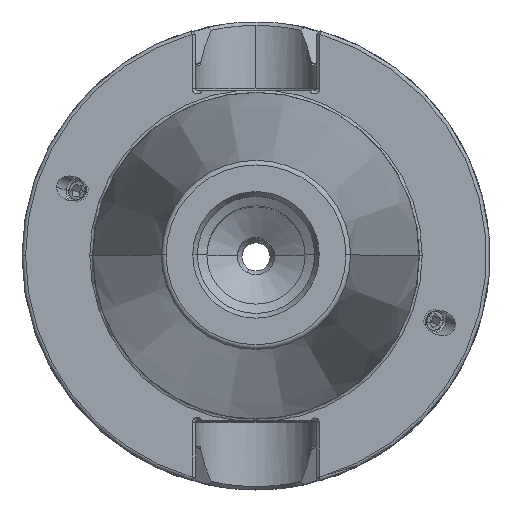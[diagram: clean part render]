
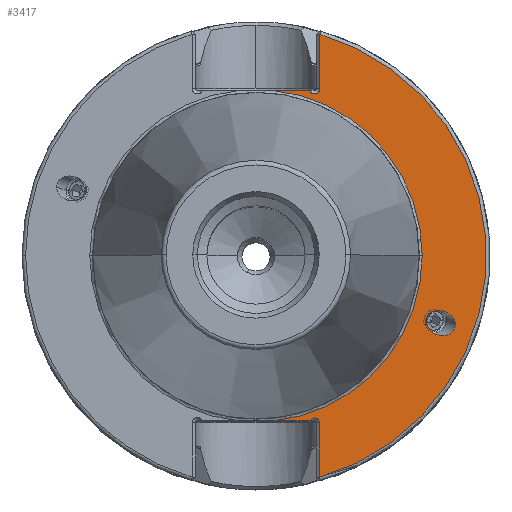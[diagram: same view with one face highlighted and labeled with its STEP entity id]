
A CAD part, top view. The second image highlights one B-rep face of the part: STEP entity #3417.
In plain terms, the highlighted planar face has unit normal (0, 0, 1).
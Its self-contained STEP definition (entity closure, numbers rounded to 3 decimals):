
#85 = PLANE ( 'NONE',  #5734 ) ;
#154 = DIRECTION ( 'NONE',  ( 0., 0., -1. ) ) ;
#299 = DIRECTION ( 'NONE',  ( 1., 0., 0. ) ) ;
#754 = VERTEX_POINT ( 'NONE', #7315 ) ;
#782 = EDGE_CURVE ( 'NONE', #2840, #3822, #2363, .T. ) ;
#861 = VERTEX_POINT ( 'NONE', #9910 ) ;
#890 = VERTEX_POINT ( 'NONE', #10328 ) ;
#956 = DIRECTION ( 'NONE',  ( 0., -1., 0. ) ) ;
#986 = FACE_OUTER_BOUND ( 'NONE', #3851, .T. ) ;
#1018 = CARTESIAN_POINT ( 'NONE',  ( 0., 35.3, -3. ) ) ;
#1047 = CARTESIAN_POINT ( 'NONE',  ( 36.355, -14.023, -3. ) ) ;
#1069 = CIRCLE ( 'NONE', #7730, 49.237 ) ;
#1141 = VERTEX_POINT ( 'NONE', #6001 ) ;
#1395 = AXIS2_PLACEMENT_3D ( 'NONE', #2547, #8560, #3439 ) ;
#1432 = EDGE_CURVE ( 'NONE', #1141, #890, #5706, .T. ) ;
#1498 = ORIENTED_EDGE ( 'NONE', *, *, #3823, .T. ) ;
#1614 = CARTESIAN_POINT ( 'NONE',  ( 13.65, 47.308, -3. ) ) ;
#1714 = CARTESIAN_POINT ( 'NONE',  ( 3.763, -35.3, -3. ) ) ;
#1768 = CARTESIAN_POINT ( 'NONE',  ( 42.579, -14.707, -3. ) ) ;
#1789 = ORIENTED_EDGE ( 'NONE', *, *, #10298, .F. ) ;
#1905 = ORIENTED_EDGE ( 'NONE', *, *, #7003, .T. ) ;
#2209 = CARTESIAN_POINT ( 'NONE',  ( 36.355, -14.023, -3. ) ) ;
#2349 = EDGE_CURVE ( 'NONE', #754, #9826, #1069, .T. ) ;
#2363 = CIRCLE ( 'NONE', #8794, 35.5 ) ;
#2547 = CARTESIAN_POINT ( 'NONE',  ( 0., 0., -3. ) ) ;
#2700 = VERTEX_POINT ( 'NONE', #2920 ) ;
#2840 = VERTEX_POINT ( 'NONE', #4818 ) ;
#2920 = CARTESIAN_POINT ( 'NONE',  ( 13.544, -35.675, -3. ) ) ;
#3218 = CARTESIAN_POINT ( 'NONE',  ( 0., 0., -3. ) ) ;
#3244 = LINE ( 'NONE', #4552, #7830 ) ;
#3417 = ADVANCED_FACE ( 'NONE', ( #7953, #986 ), #85, .F. ) ;
#3439 = DIRECTION ( 'NONE',  ( -1., 0., 0. ) ) ;
#3559 = CARTESIAN_POINT ( 'NONE',  ( 12.525, -35.675, -3. ) ) ;
#3808 = VECTOR ( 'NONE', #9121, 1000. ) ;
#3822 = VERTEX_POINT ( 'NONE', #1714 ) ;
#3823 = EDGE_CURVE ( 'NONE', #6245, #890, #6982, .T. ) ;
#3851 = EDGE_LOOP ( 'NONE', ( #1789, #7512, #8829, #8430, #1905, #1498, #6162, #8022, #8804 ) ) ;
#4160 = EDGE_LOOP ( 'NONE', ( #4684, #6026 ) ) ;
#4229 = EDGE_CURVE ( 'NONE', #10877, #9224, #9333, .T. ) ;
#4271 = AXIS2_PLACEMENT_3D ( 'NONE', #4412, #10396, #5328 ) ;
#4407 = VECTOR ( 'NONE', #956, 1000. ) ;
#4412 = CARTESIAN_POINT ( 'NONE',  ( 12.525, 35.675, -3. ) ) ;
#4450 = EDGE_CURVE ( 'NONE', #9224, #10877, #9755, .T. ) ;
#4463 = DIRECTION ( 'NONE',  ( -1., 0., 0. ) ) ;
#4552 = CARTESIAN_POINT ( 'NONE',  ( 13.544, 49.987, -3. ) ) ;
#4684 = ORIENTED_EDGE ( 'NONE', *, *, #4229, .T. ) ;
#4797 = DIRECTION ( 'NONE',  ( -1., 0., 0. ) ) ;
#4818 = CARTESIAN_POINT ( 'NONE',  ( 35.5, 0., -3. ) ) ;
#4904 = CARTESIAN_POINT ( 'NONE',  ( 42.579, -14.707, -3. ) ) ;
#5328 = DIRECTION ( 'NONE',  ( -1., 0., 0. ) ) ;
#5427 = CARTESIAN_POINT ( 'NONE',  ( 13.65, 35.675, -3. ) ) ;
#5444 = CARTESIAN_POINT ( 'NONE',  ( 0., 49.987, -3. ) ) ;
#5706 = LINE ( 'NONE', #1018, #7917 ) ;
#5733 = CARTESIAN_POINT ( 'NONE',  ( 36.355, -8.72, -3. ) ) ;
#5734 = AXIS2_PLACEMENT_3D ( 'NONE', #5444, #154, #6236 ) ;
#5883 = DIRECTION ( 'NONE',  ( -1., 0., 0. ) ) ;
#5895 = DIRECTION ( 'NONE',  ( 0., 0., -1. ) ) ;
#6001 = CARTESIAN_POINT ( 'NONE',  ( 3.763, 35.3, -3. ) ) ;
#6026 = ORIENTED_EDGE ( 'NONE', *, *, #4450, .T. ) ;
#6101 = CARTESIAN_POINT ( 'NONE',  ( 0., 0., -3. ) ) ;
#6150 = CARTESIAN_POINT ( 'NONE',  ( 42.579, -20.01, -3. ) ) ;
#6151 = EDGE_CURVE ( 'NONE', #861, #2700, #8909, .T. ) ;
#6162 = ORIENTED_EDGE ( 'NONE', *, *, #1432, .F. ) ;
#6193 = CARTESIAN_POINT ( 'NONE',  ( 42.579, -14.707, -3. ) ) ;
#6219 = DIRECTION ( 'NONE',  ( 0., -1., 0. ) ) ;
#6236 = DIRECTION ( 'NONE',  ( -1., 0., 0. ) ) ;
#6245 = VERTEX_POINT ( 'NONE', #7984 ) ;
#6693 = EDGE_CURVE ( 'NONE', #1141, #2840, #9318, .T. ) ;
#6982 = CIRCLE ( 'NONE', #4271, 1.125 ) ;
#7003 = EDGE_CURVE ( 'NONE', #9826, #6245, #8646, .T. ) ;
#7075 = AXIS2_PLACEMENT_3D ( 'NONE', #3559, #9545, #4463 ) ;
#7119 = DIRECTION ( 'NONE',  ( 0., 0., 1. ) ) ;
#7315 = CARTESIAN_POINT ( 'NONE',  ( 13.544, -47.338, -3. ) ) ;
#7512 = ORIENTED_EDGE ( 'NONE', *, *, #6151, .T. ) ;
#7730 = AXIS2_PLACEMENT_3D ( 'NONE', #3218, #7119, #4797 ) ;
#7830 = VECTOR ( 'NONE', #6219, 1000. ) ;
#7855 = CARTESIAN_POINT ( 'NONE',  ( 36.355, -14.023, -3. ) ) ;
#7917 = VECTOR ( 'NONE', #299, 1000. ) ;
#7953 = FACE_BOUND ( 'NONE', #4160, .T. ) ;
#7984 = CARTESIAN_POINT ( 'NONE',  ( 13.65, 35.675, -3. ) ) ;
#8022 = ORIENTED_EDGE ( 'NONE', *, *, #6693, .T. ) ;
#8265 = CARTESIAN_POINT ( 'NONE',  ( 0., -35.3, -3. ) ) ;
#8430 = ORIENTED_EDGE ( 'NONE', *, *, #2349, .T. ) ;
#8560 = DIRECTION ( 'NONE',  ( 0., 0., -1. ) ) ;
#8646 = LINE ( 'NONE', #5427, #4407 ) ;
#8794 = AXIS2_PLACEMENT_3D ( 'NONE', #6101, #5895, #5883 ) ;
#8804 = ORIENTED_EDGE ( 'NONE', *, *, #782, .T. ) ;
#8829 = ORIENTED_EDGE ( 'NONE', *, *, #10947, .T. ) ;
#8890 = LINE ( 'NONE', #8265, #3808 ) ;
#8909 = CIRCLE ( 'NONE', #7075, 1.019 ) ;
#9121 = DIRECTION ( 'NONE',  ( -1., 0., 0. ) ) ;
#9224 = VERTEX_POINT ( 'NONE', #1047 ) ;
#9318 = CIRCLE ( 'NONE', #1395, 35.5 ) ;
#9333 =( BOUNDED_CURVE ( )  B_SPLINE_CURVE ( 3, ( #1768, #6150, #10422, #7855 ),
 .UNSPECIFIED., .F., .T. ) 
 B_SPLINE_CURVE_WITH_KNOTS ( ( 4, 4 ),
 ( 5.993, 9.135 ),
 .UNSPECIFIED. ) 
 CURVE ( )  GEOMETRIC_REPRESENTATION_ITEM ( )  RATIONAL_B_SPLINE_CURVE ( ( 1., 0.333, 0.333, 1. ) ) 
 REPRESENTATION_ITEM ( '' )  );
#9545 = DIRECTION ( 'NONE',  ( 0., 0., -1. ) ) ;
#9755 =( BOUNDED_CURVE ( )  B_SPLINE_CURVE ( 3, ( #2209, #5733, #9971, #4904 ),
 .UNSPECIFIED., .F., .T. ) 
 B_SPLINE_CURVE_WITH_KNOTS ( ( 4, 4 ),
 ( 2.852, 5.993 ),
 .UNSPECIFIED. ) 
 CURVE ( )  GEOMETRIC_REPRESENTATION_ITEM ( )  RATIONAL_B_SPLINE_CURVE ( ( 1., 0.333, 0.333, 1. ) ) 
 REPRESENTATION_ITEM ( '' )  );
#9826 = VERTEX_POINT ( 'NONE', #1614 ) ;
#9910 = CARTESIAN_POINT ( 'NONE',  ( 11.578, -35.3, -3. ) ) ;
#9971 = CARTESIAN_POINT ( 'NONE',  ( 42.579, -9.404, -3. ) ) ;
#10298 = EDGE_CURVE ( 'NONE', #861, #3822, #8890, .T. ) ;
#10328 = CARTESIAN_POINT ( 'NONE',  ( 11.464, 35.3, -3. ) ) ;
#10396 = DIRECTION ( 'NONE',  ( 0., 0., -1. ) ) ;
#10422 = CARTESIAN_POINT ( 'NONE',  ( 36.355, -19.326, -3. ) ) ;
#10877 = VERTEX_POINT ( 'NONE', #6193 ) ;
#10947 = EDGE_CURVE ( 'NONE', #2700, #754, #3244, .T. ) ;
